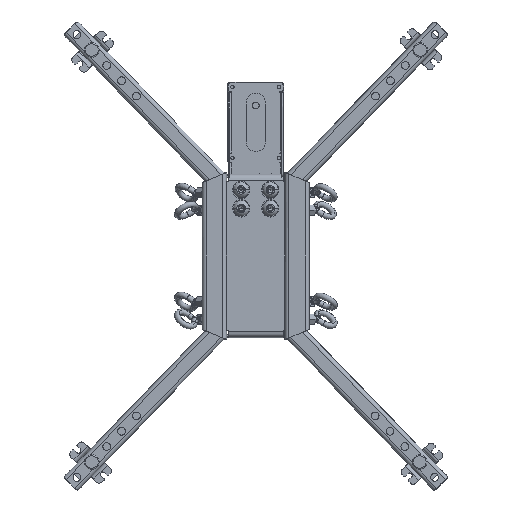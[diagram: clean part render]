
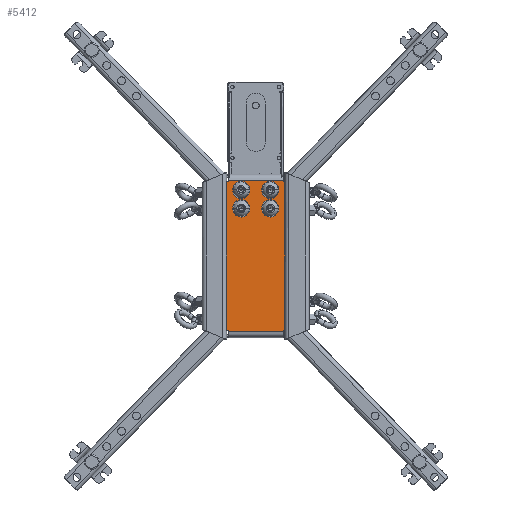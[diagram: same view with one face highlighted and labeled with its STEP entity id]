
A CAD part, front view. The second image highlights one B-rep face of the part: STEP entity #5412.
In plain terms, the highlighted face is planar.
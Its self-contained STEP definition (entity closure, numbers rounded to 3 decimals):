
#3267=CARTESIAN_POINT('',(-29.,26.,-77.13));
#3268=DIRECTION('',(0.,-1.,0.));
#3269=DIRECTION('',(1.,0.,0.));
#3270=AXIS2_PLACEMENT_3D('',#3267,#3268,#3269);
#3283=CARTESIAN_POINT('',(-15.,26.,-68.));
#3284=DIRECTION('',(0.,1.,0.));
#3285=DIRECTION('',(1.,0.,0.));
#3286=AXIS2_PLACEMENT_3D('',#3283,#3284,#3285);
#3291=CARTESIAN_POINT('',(-15.,26.,-68.));
#3292=DIRECTION('',(0.,1.,0.));
#3293=DIRECTION('',(-1.,0.,0.));
#3294=AXIS2_PLACEMENT_3D('',#3291,#3292,#3293);
#3299=CARTESIAN_POINT('',(-15.,26.,-49.));
#3300=DIRECTION('',(0.,1.,0.));
#3301=DIRECTION('',(1.,0.,0.));
#3302=AXIS2_PLACEMENT_3D('',#3299,#3300,#3301);
#3307=CARTESIAN_POINT('',(-15.,26.,-49.));
#3308=DIRECTION('',(0.,1.,0.));
#3309=DIRECTION('',(-1.,0.,0.));
#3310=AXIS2_PLACEMENT_3D('',#3307,#3308,#3309);
#3315=CARTESIAN_POINT('',(15.,26.,-49.));
#3316=DIRECTION('',(0.,1.,0.));
#3317=DIRECTION('',(1.,0.,0.));
#3318=AXIS2_PLACEMENT_3D('',#3315,#3316,#3317);
#3323=CARTESIAN_POINT('',(15.,26.,-49.));
#3324=DIRECTION('',(0.,1.,0.));
#3325=DIRECTION('',(-1.,0.,0.));
#3326=AXIS2_PLACEMENT_3D('',#3323,#3324,#3325);
#3331=CARTESIAN_POINT('',(15.,26.,-68.));
#3332=DIRECTION('',(0.,1.,0.));
#3333=DIRECTION('',(1.,0.,0.));
#3334=AXIS2_PLACEMENT_3D('',#3331,#3332,#3333);
#3339=CARTESIAN_POINT('',(15.,26.,-68.));
#3340=DIRECTION('',(0.,1.,0.));
#3341=DIRECTION('',(-1.,0.,0.));
#3342=AXIS2_PLACEMENT_3D('',#3339,#3340,#3341);
#3347=DIRECTION('',(1.,0.,0.));
#3348=VECTOR('',#3347,1.);
#3349=CARTESIAN_POINT('',(-30.,26.,-76.63));
#3350=LINE('',#3349,#3348);
#3354=DIRECTION('',(0.,0.,1.));
#3355=VECTOR('',#3354,0.5);
#3356=CARTESIAN_POINT('',(-28.5,26.,-77.63));
#3357=LINE('',#3356,#3355);
#3361=DIRECTION('',(-1.,0.,0.));
#3362=VECTOR('',#3361,57.);
#3363=CARTESIAN_POINT('',(28.5,26.,-77.63));
#3364=LINE('',#3363,#3362);
#3368=DIRECTION('',(0.,0.,1.));
#3369=VECTOR('',#3368,0.5);
#3370=CARTESIAN_POINT('',(28.5,26.,-77.63));
#3371=LINE('',#3370,#3369);
#3375=DIRECTION('',(-1.,0.,0.));
#3376=VECTOR('',#3375,1.);
#3377=CARTESIAN_POINT('',(30.,26.,-76.63));
#3378=LINE('',#3377,#3376);
#3382=DIRECTION('',(-1.,0.,0.));
#3383=VECTOR('',#3382,1.);
#3384=CARTESIAN_POINT('',(30.,26.,76.63));
#3385=LINE('',#3384,#3383);
#3389=DIRECTION('',(0.,0.,-1.));
#3390=VECTOR('',#3389,0.5);
#3391=CARTESIAN_POINT('',(28.5,26.,77.63));
#3392=LINE('',#3391,#3390);
#3396=DIRECTION('',(-1.,0.,0.));
#3397=VECTOR('',#3396,57.);
#3398=CARTESIAN_POINT('',(28.5,26.,77.63));
#3399=LINE('',#3398,#3397);
#3403=DIRECTION('',(0.,0.,-1.));
#3404=VECTOR('',#3403,0.5);
#3405=CARTESIAN_POINT('',(-28.5,26.,77.63));
#3406=LINE('',#3405,#3404);
#3410=DIRECTION('',(1.,0.,0.));
#3411=VECTOR('',#3410,1.);
#3412=CARTESIAN_POINT('',(-30.,26.,76.63));
#3413=LINE('',#3412,#3411);
#3628=DIRECTION('',(0.,0.,1.));
#3629=VECTOR('',#3628,153.26);
#3630=CARTESIAN_POINT('',(-30.,26.,-76.63));
#3631=LINE('',#3630,#3629);
#3649=CARTESIAN_POINT('',(-29.,26.,77.13));
#3650=DIRECTION('',(0.,-1.,0.));
#3651=DIRECTION('',(0.,0.,-1.));
#3652=AXIS2_PLACEMENT_3D('',#3649,#3650,#3651);
#3665=CARTESIAN_POINT('',(29.,26.,77.13));
#3666=DIRECTION('',(0.,-1.,0.));
#3667=DIRECTION('',(-1.,0.,0.));
#3668=AXIS2_PLACEMENT_3D('',#3665,#3666,#3667);
#3702=DIRECTION('',(0.,0.,1.));
#3703=VECTOR('',#3702,153.26);
#3704=CARTESIAN_POINT('',(30.,26.,-76.63));
#3705=LINE('',#3704,#3703);
#3723=CARTESIAN_POINT('',(29.,26.,-77.13));
#3724=DIRECTION('',(0.,-1.,0.));
#3725=DIRECTION('',(0.,0.,1.));
#3726=AXIS2_PLACEMENT_3D('',#3723,#3724,#3725);
#4292=CARTESIAN_POINT('',(-10.875,26.,-68.));
#4294=VERTEX_POINT('',#4292);
#4296=CARTESIAN_POINT('',(-19.125,26.,-68.));
#4298=VERTEX_POINT('',#4296);
#4300=CARTESIAN_POINT('',(-10.875,26.,-49.));
#4302=VERTEX_POINT('',#4300);
#4304=CARTESIAN_POINT('',(-19.125,26.,-49.));
#4306=VERTEX_POINT('',#4304);
#4308=CARTESIAN_POINT('',(19.125,26.,-49.));
#4310=VERTEX_POINT('',#4308);
#4312=CARTESIAN_POINT('',(10.875,26.,-49.));
#4314=VERTEX_POINT('',#4312);
#4316=CARTESIAN_POINT('',(19.125,26.,-68.));
#4318=VERTEX_POINT('',#4316);
#4320=CARTESIAN_POINT('',(10.875,26.,-68.));
#4322=VERTEX_POINT('',#4320);
#4523=CARTESIAN_POINT('',(28.5,26.,-77.63));
#4525=VERTEX_POINT('',#4523);
#4527=CARTESIAN_POINT('',(-28.5,26.,-77.63));
#4529=VERTEX_POINT('',#4527);
#4540=CARTESIAN_POINT('',(-30.,26.,-76.63));
#4542=VERTEX_POINT('',#4540);
#4575=CARTESIAN_POINT('',(29.,26.,-76.63));
#4577=VERTEX_POINT('',#4575);
#4579=CARTESIAN_POINT('',(28.5,26.,-77.13));
#4581=VERTEX_POINT('',#4579);
#4583=CARTESIAN_POINT('',(-28.5,26.,-77.13));
#4585=VERTEX_POINT('',#4583);
#4587=CARTESIAN_POINT('',(-29.,26.,-76.63));
#4589=VERTEX_POINT('',#4587);
#4613=CARTESIAN_POINT('',(30.,26.,-76.63));
#4614=VERTEX_POINT('',#4613);
#4635=CARTESIAN_POINT('',(28.5,26.,77.63));
#4636=VERTEX_POINT('',#4635);
#4637=CARTESIAN_POINT('',(-28.5,26.,77.63));
#4638=VERTEX_POINT('',#4637);
#4639=CARTESIAN_POINT('',(-30.,26.,76.63));
#4640=VERTEX_POINT('',#4639);
#4641=CARTESIAN_POINT('',(30.,26.,76.63));
#4642=VERTEX_POINT('',#4641);
#4643=CARTESIAN_POINT('',(28.5,26.,77.13));
#4645=VERTEX_POINT('',#4643);
#4647=CARTESIAN_POINT('',(29.,26.,76.63));
#4649=VERTEX_POINT('',#4647);
#4651=CARTESIAN_POINT('',(-29.,26.,76.63));
#4653=VERTEX_POINT('',#4651);
#4655=CARTESIAN_POINT('',(-28.5,26.,77.13));
#4657=VERTEX_POINT('',#4655);
#5353=CARTESIAN_POINT('',(-30.,26.,-81.));
#5354=DIRECTION('',(0.,1.,0.));
#5355=DIRECTION('',(0.,0.,1.));
#5356=AXIS2_PLACEMENT_3D('',#5353,#5354,#5355);
#5357=PLANE('',#5356);
#5359=ORIENTED_EDGE('',*,*,#5358,.T.);
#5360=ORIENTED_EDGE('',*,*,#5344,.F.);
#5361=ORIENTED_EDGE('',*,*,#5333,.F.);
#5363=ORIENTED_EDGE('',*,*,#5362,.F.);
#5365=ORIENTED_EDGE('',*,*,#5364,.T.);
#5367=ORIENTED_EDGE('',*,*,#5366,.F.);
#5369=ORIENTED_EDGE('',*,*,#5368,.F.);
#5371=ORIENTED_EDGE('',*,*,#5370,.T.);
#5373=ORIENTED_EDGE('',*,*,#5372,.T.);
#5375=ORIENTED_EDGE('',*,*,#5374,.F.);
#5376=ORIENTED_EDGE('',*,*,#4932,.F.);
#5378=ORIENTED_EDGE('',*,*,#5377,.T.);
#5379=ORIENTED_EDGE('',*,*,#4898,.T.);
#5381=ORIENTED_EDGE('',*,*,#5380,.F.);
#5383=ORIENTED_EDGE('',*,*,#5382,.F.);
#5385=ORIENTED_EDGE('',*,*,#5384,.F.);
#5386=EDGE_LOOP('',(#5359,#5360,#5361,#5363,#5365,#5367,#5369,#5371,#5373,#5375,
#5376,#5378,#5379,#5381,#5383,#5385));
#5387=FACE_OUTER_BOUND('',#5386,.F.);
#5389=ORIENTED_EDGE('',*,*,#5388,.T.);
#5391=ORIENTED_EDGE('',*,*,#5390,.T.);
#5392=EDGE_LOOP('',(#5389,#5391));
#5393=FACE_BOUND('',#5392,.F.);
#5395=ORIENTED_EDGE('',*,*,#5394,.T.);
#5397=ORIENTED_EDGE('',*,*,#5396,.T.);
#5398=EDGE_LOOP('',(#5395,#5397));
#5399=FACE_BOUND('',#5398,.F.);
#5401=ORIENTED_EDGE('',*,*,#5400,.T.);
#5403=ORIENTED_EDGE('',*,*,#5402,.T.);
#5404=EDGE_LOOP('',(#5401,#5403));
#5405=FACE_BOUND('',#5404,.F.);
#5407=ORIENTED_EDGE('',*,*,#5406,.T.);
#5409=ORIENTED_EDGE('',*,*,#5408,.T.);
#5410=EDGE_LOOP('',(#5407,#5409));
#5411=FACE_BOUND('',#5410,.F.);
#5412=ADVANCED_FACE('',(#5387,#5393,#5399,#5405,#5411),#5357,.T.);
#3271=CIRCLE('',#3270,0.5);
#3287=CIRCLE('',#3286,4.125);
#3295=CIRCLE('',#3294,4.125);
#3303=CIRCLE('',#3302,4.125);
#3311=CIRCLE('',#3310,4.125);
#3319=CIRCLE('',#3318,4.125);
#3327=CIRCLE('',#3326,4.125);
#3335=CIRCLE('',#3334,4.125);
#3343=CIRCLE('',#3342,4.125);
#3653=CIRCLE('',#3652,0.5);
#3669=CIRCLE('',#3668,0.5);
#3727=CIRCLE('',#3726,0.5);
#4898=EDGE_CURVE('',#4638,#4657,#3406,.T.);
#4932=EDGE_CURVE('',#4636,#4645,#3392,.T.);
#5333=EDGE_CURVE('',#4529,#4585,#3357,.T.);
#5344=EDGE_CURVE('',#4585,#4589,#3271,.T.);
#5358=EDGE_CURVE('',#4542,#4589,#3350,.T.);
#5362=EDGE_CURVE('',#4525,#4529,#3364,.T.);
#5364=EDGE_CURVE('',#4525,#4581,#3371,.T.);
#5366=EDGE_CURVE('',#4577,#4581,#3727,.T.);
#5368=EDGE_CURVE('',#4614,#4577,#3378,.T.);
#5370=EDGE_CURVE('',#4614,#4642,#3705,.T.);
#5372=EDGE_CURVE('',#4642,#4649,#3385,.T.);
#5374=EDGE_CURVE('',#4645,#4649,#3669,.T.);
#5377=EDGE_CURVE('',#4636,#4638,#3399,.T.);
#5380=EDGE_CURVE('',#4653,#4657,#3653,.T.);
#5382=EDGE_CURVE('',#4640,#4653,#3413,.T.);
#5384=EDGE_CURVE('',#4542,#4640,#3631,.T.);
#5388=EDGE_CURVE('',#4302,#4306,#3303,.T.);
#5390=EDGE_CURVE('',#4306,#4302,#3311,.T.);
#5394=EDGE_CURVE('',#4310,#4314,#3319,.T.);
#5396=EDGE_CURVE('',#4314,#4310,#3327,.T.);
#5400=EDGE_CURVE('',#4318,#4322,#3335,.T.);
#5402=EDGE_CURVE('',#4322,#4318,#3343,.T.);
#5406=EDGE_CURVE('',#4294,#4298,#3287,.T.);
#5408=EDGE_CURVE('',#4298,#4294,#3295,.T.);
